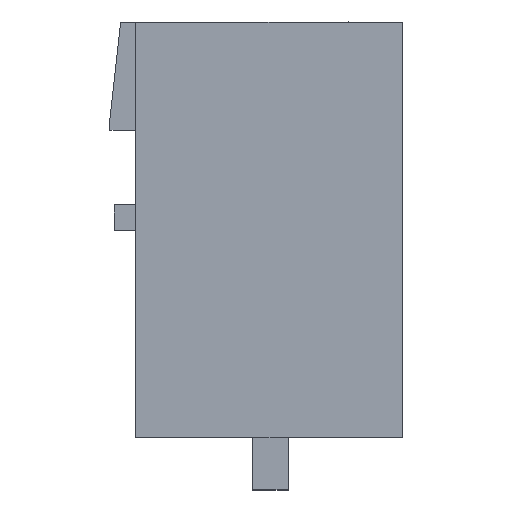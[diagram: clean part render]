
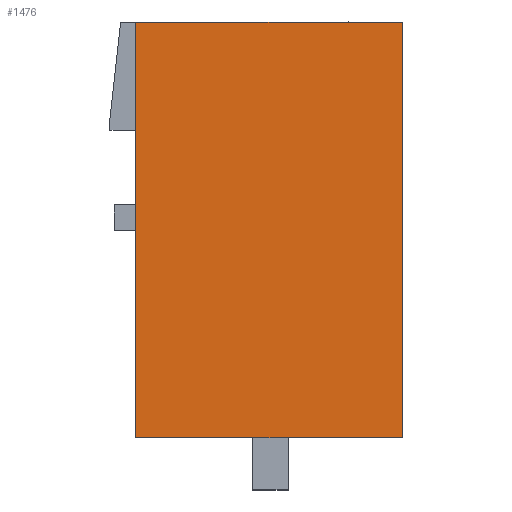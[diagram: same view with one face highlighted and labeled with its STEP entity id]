
A CAD part, left-side view. The second image highlights one B-rep face of the part: STEP entity #1476.
In plain terms, the highlighted planar face has unit normal (-1, 0, 0).
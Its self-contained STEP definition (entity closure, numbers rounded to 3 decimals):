
#1456=AXIS2_PLACEMENT_3D('Plane Axis2P3D',#1453,#1454,#1455) ;
#913=CARTESIAN_POINT('Vertex',(0.,0.,1.5)) ;
#916=CARTESIAN_POINT('Line Origine',(0.,3.84,1.5)) ;
#920=CARTESIAN_POINT('Vertex',(0.,7.68,1.5)) ;
#1357=CARTESIAN_POINT('Vertex',(0.,0.,13.5)) ;
#1360=CARTESIAN_POINT('Line Origine',(0.,0.,7.5)) ;
#1453=CARTESIAN_POINT('Axis2P3D Location',(0.,-1.5,1.5)) ;
#1458=CARTESIAN_POINT('Line Origine',(0.,7.68,7.5)) ;
#1462=CARTESIAN_POINT('Vertex',(0.,7.68,13.5)) ;
#1465=CARTESIAN_POINT('Line Origine',(0.,3.84,13.5)) ;
#917=DIRECTION('Vector Direction',(0.,-1.,0.)) ;
#1361=DIRECTION('Vector Direction',(0.,0.,-1.)) ;
#1454=DIRECTION('Axis2P3D Direction',(-1.,0.,0.)) ;
#1455=DIRECTION('Axis2P3D XDirection',(0.,0.,1.)) ;
#1459=DIRECTION('Vector Direction',(0.,0.,-1.)) ;
#1466=DIRECTION('Vector Direction',(0.,-1.,0.)) ;
#918=VECTOR('Line Direction',#917,1.) ;
#1362=VECTOR('Line Direction',#1361,1.) ;
#1460=VECTOR('Line Direction',#1459,1.) ;
#1467=VECTOR('Line Direction',#1466,1.) ;
#1471=ORIENTED_EDGE('',*,*,#1464,.T.) ;
#1472=ORIENTED_EDGE('',*,*,#922,.T.) ;
#1473=ORIENTED_EDGE('',*,*,#1364,.T.) ;
#1474=ORIENTED_EDGE('',*,*,#1469,.T.) ;
#1476=ADVANCED_FACE('HOUSING',(#1475),#1457,.T.) ;
#922=EDGE_CURVE('',#921,#914,#919,.T.) ;
#1364=EDGE_CURVE('',#914,#1358,#1363,.F.) ;
#1464=EDGE_CURVE('',#1463,#921,#1461,.T.) ;
#1469=EDGE_CURVE('',#1358,#1463,#1468,.F.) ;
#1470=EDGE_LOOP('',(#1471,#1472,#1473,#1474)) ;
#1475=FACE_OUTER_BOUND('',#1470,.T.) ;
#919=LINE('Line',#916,#918) ;
#1363=LINE('Line',#1360,#1362) ;
#1461=LINE('Line',#1458,#1460) ;
#1468=LINE('Line',#1465,#1467) ;
#1457=PLANE('',#1456) ;
#914=VERTEX_POINT('',#913) ;
#921=VERTEX_POINT('',#920) ;
#1358=VERTEX_POINT('',#1357) ;
#1463=VERTEX_POINT('',#1462) ;
